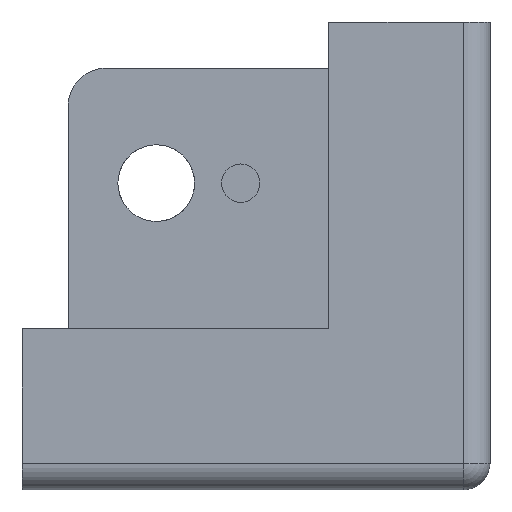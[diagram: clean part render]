
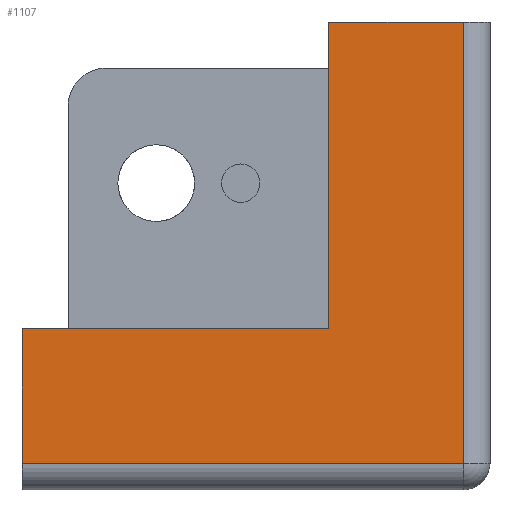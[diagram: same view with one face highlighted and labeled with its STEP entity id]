
A CAD part, front view. The second image highlights one B-rep face of the part: STEP entity #1107.
In plain terms, the highlighted planar face has unit normal (0, -1, 0).
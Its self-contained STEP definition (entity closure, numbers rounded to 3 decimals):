
#15 = CARTESIAN_POINT ( 'NONE',  ( -11.7, -0.5, 0. ) ) ;
#22 = CARTESIAN_POINT ( 'NONE',  ( 0., -0.5, 3.7 ) ) ;
#79 = CARTESIAN_POINT ( 'NONE',  ( 0.5, -0.5, 0.2 ) ) ;
#153 = AXIS2_PLACEMENT_3D ( 'NONE', #861, #847, #252 ) ;
#163 = VECTOR ( 'NONE', #397, 1000. ) ;
#170 = VERTEX_POINT ( 'NONE', #254 ) ;
#176 = VECTOR ( 'NONE', #809, 1000. ) ;
#239 = PLANE ( 'NONE',  #153 ) ;
#252 = DIRECTION ( 'NONE',  ( 0., 0., 1. ) ) ;
#254 = CARTESIAN_POINT ( 'NONE',  ( -0.2, -0.5, 11.7 ) ) ;
#313 = EDGE_CURVE ( 'NONE', #1170, #1381, #1279, .T. ) ;
#383 = LINE ( 'NONE', #15, #1491 ) ;
#390 = CARTESIAN_POINT ( 'NONE',  ( 0., -0.5, 11.7 ) ) ;
#397 = DIRECTION ( 'NONE',  ( 1., 0., 0. ) ) ;
#408 = CARTESIAN_POINT ( 'NONE',  ( -3.7, -0.5, 0. ) ) ;
#422 = CARTESIAN_POINT ( 'NONE',  ( -11.7, -0.5, 0.2 ) ) ;
#515 = ORIENTED_EDGE ( 'NONE', *, *, #1477, .T. ) ;
#526 = DIRECTION ( 'NONE',  ( 1., 0., 0. ) ) ;
#534 = CARTESIAN_POINT ( 'NONE',  ( -0.2, -0.5, 0.2 ) ) ;
#599 = ORIENTED_EDGE ( 'NONE', *, *, #1515, .T. ) ;
#619 = CARTESIAN_POINT ( 'NONE',  ( -3.7, -0.5, 3.7 ) ) ;
#647 = LINE ( 'NONE', #390, #1577 ) ;
#687 = VERTEX_POINT ( 'NONE', #534 ) ;
#776 = VERTEX_POINT ( 'NONE', #422 ) ;
#809 = DIRECTION ( 'NONE',  ( 0., 0., 1. ) ) ;
#847 = DIRECTION ( 'NONE',  ( 0., 1., 0. ) ) ;
#861 = CARTESIAN_POINT ( 'NONE',  ( 0., -0.5, 0. ) ) ;
#908 = DIRECTION ( 'NONE',  ( 0., 0., 1. ) ) ;
#919 = ORIENTED_EDGE ( 'NONE', *, *, #1226, .F. ) ;
#1007 = DIRECTION ( 'NONE',  ( 0., 0., 1. ) ) ;
#1041 = VERTEX_POINT ( 'NONE', #1207 ) ;
#1050 = CARTESIAN_POINT ( 'NONE',  ( -3.7, -0.5, 11.7 ) ) ;
#1056 = LINE ( 'NONE', #1318, #176 ) ;
#1107 = ADVANCED_FACE ( 'NONE', ( #1368 ), #239, .F. ) ;
#1152 = ORIENTED_EDGE ( 'NONE', *, *, #1246, .F. ) ;
#1163 = VECTOR ( 'NONE', #1580, 1000. ) ;
#1170 = VERTEX_POINT ( 'NONE', #619 ) ;
#1207 = CARTESIAN_POINT ( 'NONE',  ( -11.7, -0.5, 3.7 ) ) ;
#1226 = EDGE_CURVE ( 'NONE', #1381, #170, #647, .T. ) ;
#1241 = EDGE_LOOP ( 'NONE', ( #599, #515, #919, #1596, #1152, #1389 ) ) ;
#1246 = EDGE_CURVE ( 'NONE', #1041, #1170, #1520, .T. ) ;
#1252 = EDGE_CURVE ( 'NONE', #776, #1041, #383, .T. ) ;
#1279 = LINE ( 'NONE', #408, #1529 ) ;
#1318 = CARTESIAN_POINT ( 'NONE',  ( -0.2, -0.5, 11.7 ) ) ;
#1368 = FACE_OUTER_BOUND ( 'NONE', #1241, .T. ) ;
#1381 = VERTEX_POINT ( 'NONE', #1050 ) ;
#1389 = ORIENTED_EDGE ( 'NONE', *, *, #1252, .F. ) ;
#1416 = LINE ( 'NONE', #79, #1163 ) ;
#1477 = EDGE_CURVE ( 'NONE', #687, #170, #1056, .T. ) ;
#1491 = VECTOR ( 'NONE', #1007, 1000. ) ;
#1515 = EDGE_CURVE ( 'NONE', #776, #687, #1416, .T. ) ;
#1520 = LINE ( 'NONE', #22, #163 ) ;
#1529 = VECTOR ( 'NONE', #908, 1000. ) ;
#1577 = VECTOR ( 'NONE', #526, 1000. ) ;
#1580 = DIRECTION ( 'NONE',  ( 1., 0., 0. ) ) ;
#1596 = ORIENTED_EDGE ( 'NONE', *, *, #313, .F. ) ;
